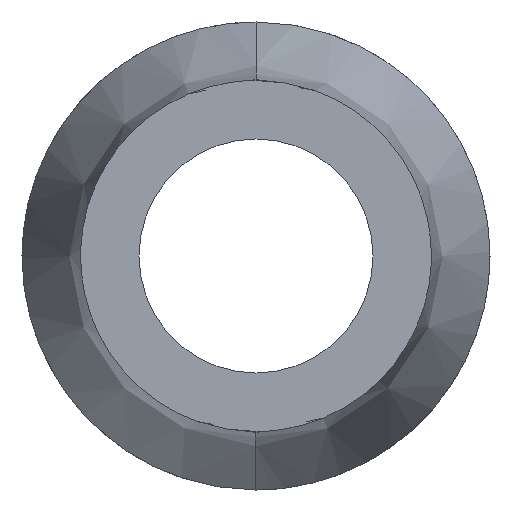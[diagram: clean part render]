
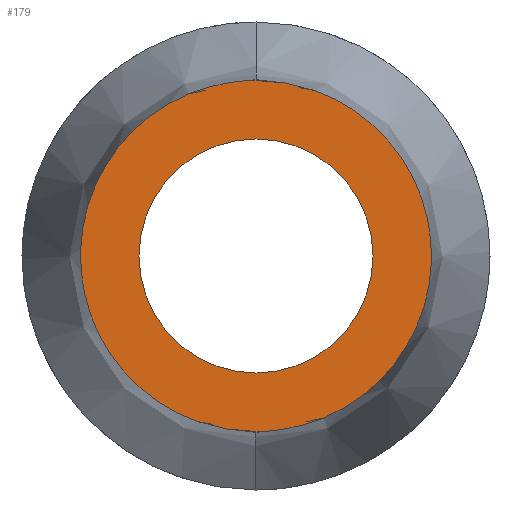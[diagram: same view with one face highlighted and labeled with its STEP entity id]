
A CAD part, left-side view. The second image highlights one B-rep face of the part: STEP entity #179.
In plain terms, the highlighted planar face has unit normal (-1, 0, 0).
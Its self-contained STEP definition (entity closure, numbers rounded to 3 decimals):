
#13 = VERTEX_POINT ( 'NONE', #2521 ) ;
#73 = CARTESIAN_POINT ( 'NONE',  ( -49., 0., 3. ) ) ;
#85 = CARTESIAN_POINT ( 'NONE',  ( -49., -2.922, 0.785 ) ) ;
#179 = ADVANCED_FACE ( 'NONE', ( #1812, #1010 ), #4014, .T. ) ;
#235 = DIRECTION ( 'NONE',  ( -1., 0., 0. ) ) ;
#346 = CARTESIAN_POINT ( 'NONE',  ( -49., 2.399, -1.844 ) ) ;
#383 = CARTESIAN_POINT ( 'NONE',  ( -49., -1.511, 2.621 ) ) ;
#390 = EDGE_CURVE ( 'NONE', #1272, #4055, #3661, .T. ) ;
#407 = CARTESIAN_POINT ( 'NONE',  ( -49., -2.922, -0.785 ) ) ;
#560 = AXIS2_PLACEMENT_3D ( 'NONE', #1928, #235, #3317 ) ;
#585 = AXIS2_PLACEMENT_3D ( 'NONE', #1100, #2544, #2183 ) ;
#667 = EDGE_CURVE ( 'NONE', #13, #3120, #2304, .T. ) ;
#699 = CARTESIAN_POINT ( 'NONE',  ( -49., 1.844, -2.399 ) ) ;
#710 = AXIS2_PLACEMENT_3D ( 'NONE', #1997, #1626, #3043 ) ;
#1010 = FACE_OUTER_BOUND ( 'NONE', #2639, .T. ) ;
#1027 = CARTESIAN_POINT ( 'NONE',  ( -49., -1.511, -2.621 ) ) ;
#1032 = CARTESIAN_POINT ( 'NONE',  ( -49., 2.399, 1.844 ) ) ;
#1040 = CARTESIAN_POINT ( 'NONE',  ( -49., 0., -3. ) ) ;
#1067 = EDGE_CURVE ( 'NONE', #3120, #13, #3701, .T. ) ;
#1077 = ORIENTED_EDGE ( 'NONE', *, *, #667, .T. ) ;
#1100 = CARTESIAN_POINT ( 'NONE',  ( -49., 0., 0. ) ) ;
#1114 = B_SPLINE_CURVE_WITH_KNOTS ( 'NONE', 3,
 ( #2065, #1706, #4140, #3769, #699, #346, #2377, #4464, #2394, #2410, #3091, #4447, #1032, #1674, #3433, #2025, #3075, #3451 ),
 .UNSPECIFIED., .F., .F.,
 ( 4, 2, 2, 2, 2, 2, 2, 2, 4 ),
 ( 0., 0.063, 0.125, 0.187, 0.25, 0.313, 0.375, 0.438, 0.5 ),
 .UNSPECIFIED. ) ;
#1272 = VERTEX_POINT ( 'NONE', #4092 ) ;
#1384 = CARTESIAN_POINT ( 'NONE',  ( -49., -0.393, -3. ) ) ;
#1491 = EDGE_LOOP ( 'NONE', ( #1077, #1818 ) ) ;
#1510 = EDGE_CURVE ( 'NONE', #4055, #1272, #1114, .T. ) ;
#1626 = DIRECTION ( 'NONE',  ( 1., 0., 0. ) ) ;
#1674 = CARTESIAN_POINT ( 'NONE',  ( -49., 1.844, 2.399 ) ) ;
#1706 = CARTESIAN_POINT ( 'NONE',  ( -49., 0.393, -3. ) ) ;
#1719 = CARTESIAN_POINT ( 'NONE',  ( -49., -2.621, -1.511 ) ) ;
#1774 = CARTESIAN_POINT ( 'NONE',  ( -49., -0.785, 2.922 ) ) ;
#1812 = FACE_BOUND ( 'NONE', #1491, .T. ) ;
#1818 = ORIENTED_EDGE ( 'NONE', *, *, #1067, .T. ) ;
#1928 = CARTESIAN_POINT ( 'NONE',  ( -49., 2., 0. ) ) ;
#1997 = CARTESIAN_POINT ( 'NONE',  ( -49., 0., 0. ) ) ;
#2025 = CARTESIAN_POINT ( 'NONE',  ( -49., 0.785, 2.922 ) ) ;
#2065 = CARTESIAN_POINT ( 'NONE',  ( -49., 0., -3. ) ) ;
#2183 = DIRECTION ( 'NONE',  ( 0., 0., -1. ) ) ;
#2304 = CIRCLE ( 'NONE', #585, 2. ) ;
#2377 = CARTESIAN_POINT ( 'NONE',  ( -49., 2.621, -1.511 ) ) ;
#2394 = CARTESIAN_POINT ( 'NONE',  ( -49., 3., -0.393 ) ) ;
#2410 = CARTESIAN_POINT ( 'NONE',  ( -49., 3., 0.393 ) ) ;
#2439 = CARTESIAN_POINT ( 'NONE',  ( -49., -3., 0.393 ) ) ;
#2478 = CARTESIAN_POINT ( 'NONE',  ( -49., -2.399, -1.844 ) ) ;
#2521 = CARTESIAN_POINT ( 'NONE',  ( -49., 0., -2. ) ) ;
#2544 = DIRECTION ( 'NONE',  ( 1., 0., 0. ) ) ;
#2639 = EDGE_LOOP ( 'NONE', ( #4110, #3497 ) ) ;
#3043 = DIRECTION ( 'NONE',  ( 0., 0., -1. ) ) ;
#3075 = CARTESIAN_POINT ( 'NONE',  ( -49., 0.393, 3. ) ) ;
#3086 = CARTESIAN_POINT ( 'NONE',  ( -49., -1.844, -2.399 ) ) ;
#3091 = CARTESIAN_POINT ( 'NONE',  ( -49., 2.922, 0.785 ) ) ;
#3101 = CARTESIAN_POINT ( 'NONE',  ( -49., -2.399, 1.844 ) ) ;
#3120 = VERTEX_POINT ( 'NONE', #3889 ) ;
#3317 = DIRECTION ( 'NONE',  ( 0., 0., 1. ) ) ;
#3433 = CARTESIAN_POINT ( 'NONE',  ( -49., 1.511, 2.621 ) ) ;
#3451 = CARTESIAN_POINT ( 'NONE',  ( -49., 0., 3. ) ) ;
#3464 = CARTESIAN_POINT ( 'NONE',  ( -49., -0.393, 3. ) ) ;
#3497 = ORIENTED_EDGE ( 'NONE', *, *, #390, .F. ) ;
#3661 = B_SPLINE_CURVE_WITH_KNOTS ( 'NONE', 3,
 ( #73, #3464, #1774, #383, #3797, #3101, #4209, #85, #2439, #3812, #407, #1719, #2478, #3086, #1027, #4155, #1384, #1040 ),
 .UNSPECIFIED., .F., .F.,
 ( 4, 2, 2, 2, 2, 2, 2, 2, 4 ),
 ( 0.5, 0.563, 0.625, 0.688, 0.75, 0.813, 0.875, 0.938, 1. ),
 .UNSPECIFIED. ) ;
#3683 = CARTESIAN_POINT ( 'NONE',  ( -49., 0., -3. ) ) ;
#3701 = CIRCLE ( 'NONE', #710, 2. ) ;
#3769 = CARTESIAN_POINT ( 'NONE',  ( -49., 1.511, -2.621 ) ) ;
#3797 = CARTESIAN_POINT ( 'NONE',  ( -49., -1.844, 2.399 ) ) ;
#3812 = CARTESIAN_POINT ( 'NONE',  ( -49., -3., -0.393 ) ) ;
#3889 = CARTESIAN_POINT ( 'NONE',  ( -49., 0., 2. ) ) ;
#4014 = PLANE ( 'NONE',  #560 ) ;
#4055 = VERTEX_POINT ( 'NONE', #3683 ) ;
#4092 = CARTESIAN_POINT ( 'NONE',  ( -49., 0., 3. ) ) ;
#4110 = ORIENTED_EDGE ( 'NONE', *, *, #1510, .F. ) ;
#4140 = CARTESIAN_POINT ( 'NONE',  ( -49., 0.785, -2.922 ) ) ;
#4155 = CARTESIAN_POINT ( 'NONE',  ( -49., -0.785, -2.922 ) ) ;
#4209 = CARTESIAN_POINT ( 'NONE',  ( -49., -2.621, 1.511 ) ) ;
#4447 = CARTESIAN_POINT ( 'NONE',  ( -49., 2.621, 1.511 ) ) ;
#4464 = CARTESIAN_POINT ( 'NONE',  ( -49., 2.922, -0.785 ) ) ;
